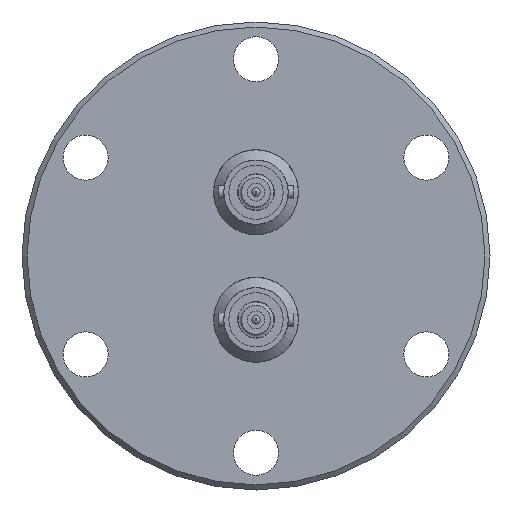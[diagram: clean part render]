
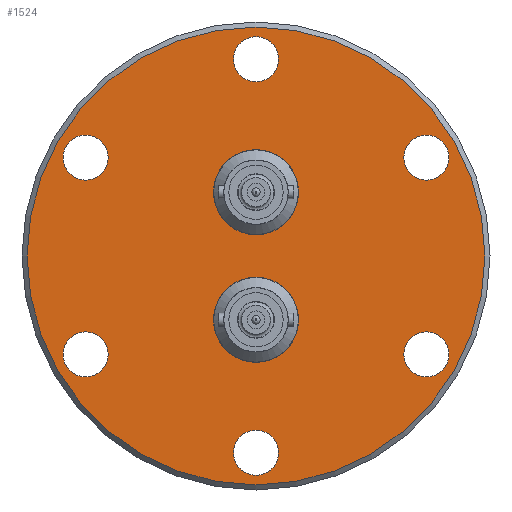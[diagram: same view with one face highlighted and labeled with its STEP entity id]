
A CAD part, front view. The second image highlights one B-rep face of the part: STEP entity #1524.
In plain terms, the highlighted planar face has unit normal (0, -1, 0).
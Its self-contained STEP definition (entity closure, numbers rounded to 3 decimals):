
#89=PLANE('',#1788);
#213=FACE_BOUND('',#572,.T.);
#214=FACE_BOUND('',#573,.T.);
#215=FACE_BOUND('',#574,.T.);
#216=FACE_BOUND('',#575,.T.);
#217=FACE_BOUND('',#576,.T.);
#218=FACE_BOUND('',#577,.T.);
#219=FACE_BOUND('',#578,.T.);
#220=FACE_BOUND('',#579,.T.);
#348=FACE_OUTER_BOUND('',#571,.T.);
#571=EDGE_LOOP('',(#1313));
#572=EDGE_LOOP('',(#1314));
#573=EDGE_LOOP('',(#1315));
#574=EDGE_LOOP('',(#1316));
#575=EDGE_LOOP('',(#1317));
#576=EDGE_LOOP('',(#1318));
#577=EDGE_LOOP('',(#1319));
#578=EDGE_LOOP('',(#1320));
#579=EDGE_LOOP('',(#1321));
#687=CIRCLE('',#1667,6.35);
#689=CIRCLE('',#1670,6.35);
#691=CIRCLE('',#1673,3.366);
#693=CIRCLE('',#1676,3.366);
#695=CIRCLE('',#1679,3.366);
#697=CIRCLE('',#1682,3.366);
#699=CIRCLE('',#1685,3.366);
#701=CIRCLE('',#1688,3.366);
#710=CIRCLE('',#1703,34.163);
#831=VERTEX_POINT('',#2965);
#833=VERTEX_POINT('',#2970);
#835=VERTEX_POINT('',#2975);
#837=VERTEX_POINT('',#2980);
#839=VERTEX_POINT('',#2985);
#841=VERTEX_POINT('',#2990);
#843=VERTEX_POINT('',#2995);
#845=VERTEX_POINT('',#3000);
#854=VERTEX_POINT('',#3024);
#983=EDGE_CURVE('',#831,#831,#687,.T.);
#985=EDGE_CURVE('',#833,#833,#689,.T.);
#987=EDGE_CURVE('',#835,#835,#691,.T.);
#989=EDGE_CURVE('',#837,#837,#693,.T.);
#991=EDGE_CURVE('',#839,#839,#695,.T.);
#993=EDGE_CURVE('',#841,#841,#697,.T.);
#995=EDGE_CURVE('',#843,#843,#699,.T.);
#997=EDGE_CURVE('',#845,#845,#701,.T.);
#1006=EDGE_CURVE('',#854,#854,#710,.T.);
#1313=ORIENTED_EDGE('',*,*,#1006,.F.);
#1314=ORIENTED_EDGE('',*,*,#983,.T.);
#1315=ORIENTED_EDGE('',*,*,#985,.T.);
#1316=ORIENTED_EDGE('',*,*,#987,.T.);
#1317=ORIENTED_EDGE('',*,*,#989,.T.);
#1318=ORIENTED_EDGE('',*,*,#991,.T.);
#1319=ORIENTED_EDGE('',*,*,#993,.T.);
#1320=ORIENTED_EDGE('',*,*,#995,.T.);
#1321=ORIENTED_EDGE('',*,*,#997,.T.);
#1524=ADVANCED_FACE('',(#348,#213,#214,#215,#216,#217,#218,#219,#220),#89,
 .T.);
#1667=AXIS2_PLACEMENT_3D('',#2966,#2051,#2052);
#1670=AXIS2_PLACEMENT_3D('',#2971,#2057,#2058);
#1673=AXIS2_PLACEMENT_3D('',#2976,#2063,#2064);
#1676=AXIS2_PLACEMENT_3D('',#2981,#2069,#2070);
#1679=AXIS2_PLACEMENT_3D('',#2986,#2075,#2076);
#1682=AXIS2_PLACEMENT_3D('',#2991,#2081,#2082);
#1685=AXIS2_PLACEMENT_3D('',#2996,#2087,#2088);
#1688=AXIS2_PLACEMENT_3D('',#3001,#2093,#2094);
#1703=AXIS2_PLACEMENT_3D('',#3025,#2123,#2124);
#1788=AXIS2_PLACEMENT_3D('',#3170,#2293,#2294);
#2051=DIRECTION('center_axis',(0.,1.,0.));
#2052=DIRECTION('ref_axis',(0.,0.,1.));
#2057=DIRECTION('center_axis',(0.,1.,0.));
#2058=DIRECTION('ref_axis',(0.,0.,1.));
#2063=DIRECTION('center_axis',(0.,1.,0.));
#2064=DIRECTION('ref_axis',(0.,0.,1.));
#2069=DIRECTION('center_axis',(0.,1.,0.));
#2070=DIRECTION('ref_axis',(0.,0.,1.));
#2075=DIRECTION('center_axis',(0.,1.,0.));
#2076=DIRECTION('ref_axis',(0.,0.,1.));
#2081=DIRECTION('center_axis',(0.,1.,0.));
#2082=DIRECTION('ref_axis',(0.,0.,1.));
#2087=DIRECTION('center_axis',(0.,1.,0.));
#2088=DIRECTION('ref_axis',(0.,0.,1.));
#2093=DIRECTION('center_axis',(0.,1.,0.));
#2094=DIRECTION('ref_axis',(0.,0.,1.));
#2123=DIRECTION('center_axis',(0.,1.,0.));
#2124=DIRECTION('ref_axis',(0.,0.,1.));
#2293=DIRECTION('center_axis',(0.,-1.,0.));
#2294=DIRECTION('ref_axis',(0.,0.,-1.));
#2965=CARTESIAN_POINT('',(0.,-29.797,-3.175));
#2966=CARTESIAN_POINT('Origin',(0.,-29.797,
-9.525));
#2970=CARTESIAN_POINT('',(0.,-29.797,15.875));
#2971=CARTESIAN_POINT('Origin',(0.,-29.797,
9.525));
#2975=CARTESIAN_POINT('',(-25.429,-29.797,-11.316));
#2976=CARTESIAN_POINT('Origin',(-25.429,-29.797,-14.681));
#2980=CARTESIAN_POINT('',(-25.429,-29.797,18.047));
#2981=CARTESIAN_POINT('Origin',(-25.429,-29.797,14.681));
#2985=CARTESIAN_POINT('',(0.,-29.797,32.728));
#2986=CARTESIAN_POINT('Origin',(0.,-29.797,
29.362));
#2990=CARTESIAN_POINT('',(25.429,-29.797,18.047));
#2991=CARTESIAN_POINT('Origin',(25.429,-29.797,14.681));
#2995=CARTESIAN_POINT('',(25.429,-29.797,-11.316));
#2996=CARTESIAN_POINT('Origin',(25.429,-29.797,-14.681));
#3000=CARTESIAN_POINT('',(0.,-29.797,-25.997));
#3001=CARTESIAN_POINT('Origin',(0.,-29.797,-29.362));
#3024=CARTESIAN_POINT('',(0.,-29.797,34.163));
#3025=CARTESIAN_POINT('Origin',(0.,-29.797,0.));
#3170=CARTESIAN_POINT('Origin',(-34.163,-29.797,0.));
